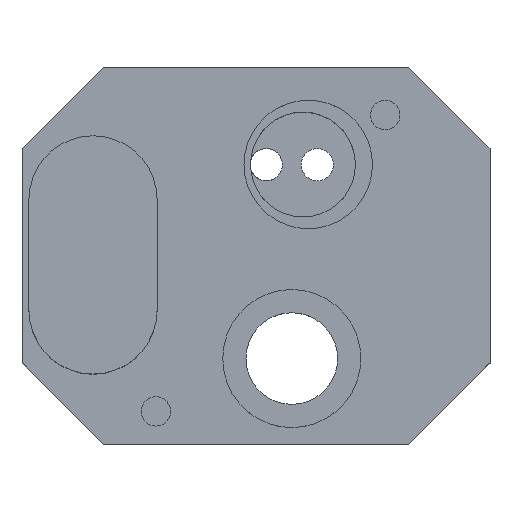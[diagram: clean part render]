
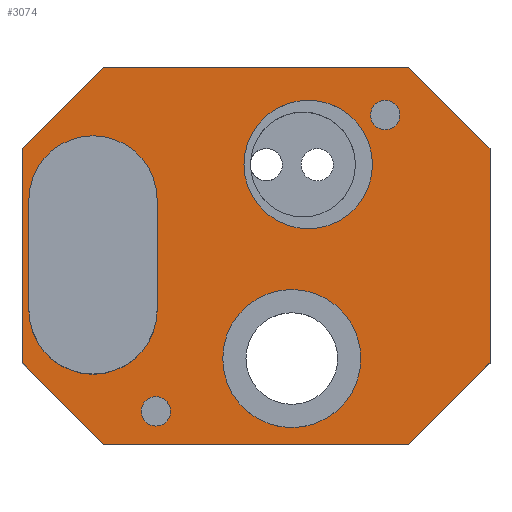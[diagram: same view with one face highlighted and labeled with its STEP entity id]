
A CAD part, top view. The second image highlights one B-rep face of the part: STEP entity #3074.
In plain terms, the highlighted planar face has unit normal (0, 0, 1).
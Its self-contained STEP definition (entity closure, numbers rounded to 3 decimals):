
#2586=CARTESIAN_POINT('POINT167',(1.041,11.821,0.366));
#2587=VERTEX_POINT('VERTEX167',#2586);
#2594=CARTESIAN_POINT('POINT168',(1.596,11.266,0.366));
#2595=VERTEX_POINT('VERTEX168',#2594);
#2596=CARTESIAN_POINT('POS281',(1.596,11.266,0.366));
#2597=DIRECTION('DIR438',(-0.707,0.707,
   0.));
#2598=VECTOR('VEC124',#2597,1.);
#2599=LINE('STRAIGHT124',#2596,#2598);
#2600=EDGE_CURVE('EDGE241',#2595,#2587,#2599,.T.);
#2618=CARTESIAN_POINT('POINT169',(1.596,9.806,0.366));
#2619=VERTEX_POINT('VERTEX169',#2618);
#2620=CARTESIAN_POINT('POS284',(1.596,11.266,0.366));
#2621=DIRECTION('DIR442',(0.,-1.,0.));
#2622=VECTOR('VEC126',#2621,1.);
#2623=LINE('STRAIGHT126',#2620,#2622);
#2624=EDGE_CURVE('EDGE243',#2619,#2595,#2623,.F.);
#2642=CARTESIAN_POINT('POINT170',(1.041,9.251,
   0.366));
#2643=VERTEX_POINT('VERTEX170',#2642);
#2644=CARTESIAN_POINT('POS287',(1.041,9.251,
   0.366));
#2645=DIRECTION('DIR446',(0.707,0.707,
   0.));
#2646=VECTOR('VEC128',#2645,1.);
#2647=LINE('STRAIGHT128',#2644,#2646);
#2648=EDGE_CURVE('EDGE245',#2643,#2619,#2647,.T.);
#2671=CARTESIAN_POINT('POINT171',(-1.039,9.251,
   0.366));
#2672=VERTEX_POINT('VERTEX171',#2671);
#2673=CARTESIAN_POINT('POS290',(1.041,9.251,
   0.366));
#2674=DIRECTION('DIR450',(-1.,0.,0.));
#2675=VECTOR('VEC130',#2674,1.);
#2676=LINE('STRAIGHT130',#2673,#2675);
#2677=EDGE_CURVE('EDGE247',#2672,#2643,#2676,.F.);
#2695=CARTESIAN_POINT('POINT172',(-1.594,9.806,
   0.366));
#2696=VERTEX_POINT('VERTEX172',#2695);
#2697=CARTESIAN_POINT('POS293',(-1.594,9.806,
   0.366));
#2698=DIRECTION('DIR454',(0.707,-0.707,
   0.));
#2699=VECTOR('VEC132',#2698,1.);
#2700=LINE('STRAIGHT132',#2697,#2699);
#2701=EDGE_CURVE('EDGE249',#2696,#2672,#2700,.T.);
#2719=CARTESIAN_POINT('POINT173',(-1.594,11.266,
   0.366));
#2720=VERTEX_POINT('VERTEX173',#2719);
#2721=CARTESIAN_POINT('POS296',(-1.594,11.266,
   0.366));
#2722=DIRECTION('DIR458',(0.,-1.,0.));
#2723=VECTOR('VEC134',#2722,1.);
#2724=LINE('STRAIGHT134',#2721,#2723);
#2725=EDGE_CURVE('EDGE251',#2720,#2696,#2724,.T.);
#2743=CARTESIAN_POINT('POINT174',(-1.039,11.821,
   0.366));
#2744=VERTEX_POINT('VERTEX174',#2743);
#2745=CARTESIAN_POINT('POS299',(-1.039,11.821,
   0.366));
#2746=DIRECTION('DIR462',(-0.707,-0.707,
   0.));
#2747=VECTOR('VEC136',#2746,1.);
#2748=LINE('STRAIGHT136',#2745,#2747);
#2749=EDGE_CURVE('EDGE253',#2744,#2720,#2748,.T.);
#2768=CARTESIAN_POINT('POS302',(1.041,11.821,0.366));
#2769=DIRECTION('DIR466',(-1.,0.,0.));
#2770=VECTOR('VEC138',#2769,1.);
#2771=LINE('STRAIGHT138',#2768,#2770);
#2772=EDGE_CURVE('EDGE255',#2587,#2744,#2771,.T.);
#2783=CARTESIAN_POINT('POINT175',(0.982,11.496,
   0.366));
#2784=VERTEX_POINT('VERTEX175',#2783);
#2791=CARTESIAN_POINT('POINT176',(0.781,11.496,
   0.366));
#2792=VERTEX_POINT('VERTEX176',#2791);
#2793=CARTESIAN_POINT('POS305',(0.882,11.496,0.366));
#2794=DIRECTION('DIR470',(0.,0.,
   1.));
#2795=DIRECTION('DIR471',(1.,0.,
   0.));
#2796=AXIS2_PLACEMENT_3D('AXIS166',#2793,#2794,#2795);
#2797=CIRCLE('ELLIPSE85',#2796,0.1);
#2798=EDGE_CURVE('EDGE257',#2792,#2784,#2797,.F.);
#2818=EDGE_CURVE('EDGE259',#2784,#2792,#2797,.F.);
#2823=CARTESIAN_POINT('POINT177',(-0.673,10.166,
   0.366));
#2824=VERTEX_POINT('VERTEX177',#2823);
#2831=CARTESIAN_POINT('POINT178',(-0.673,10.916,
   0.366));
#2832=VERTEX_POINT('VERTEX178',#2831);
#2833=CARTESIAN_POINT('POS309',(-0.673,10.916,
   0.366));
#2834=DIRECTION('DIR476',(0.,-1.,0.));
#2835=VECTOR('VEC142',#2834,1.);
#2836=LINE('STRAIGHT142',#2833,#2835);
#2837=EDGE_CURVE('EDGE261',#2832,#2824,#2836,.T.);
#2854=CARTESIAN_POINT('POINT179',(-1.547,10.916,
   0.366));
#2855=VERTEX_POINT('VERTEX179',#2854);
#2856=CARTESIAN_POINT('POS312',(-1.11,10.916,
   0.366));
#2857=DIRECTION('DIR480',(0.,0.,
   -1.));
#2858=DIRECTION('DIR481',(1.,0.,
   0.));
#2859=AXIS2_PLACEMENT_3D('AXIS169',#2856,#2857,#2858);
#2860=CIRCLE('ELLIPSE86',#2859,0.437);
#2861=EDGE_CURVE('EDGE263',#2855,#2832,#2860,.T.);
#2880=CARTESIAN_POINT('POINT180',(-1.547,10.166,
   0.366));
#2881=VERTEX_POINT('VERTEX180',#2880);
#2882=CARTESIAN_POINT('POS315',(-1.547,10.166,
   0.366));
#2883=DIRECTION('DIR485',(0.,1.,0.));
#2884=VECTOR('VEC145',#2883,1.);
#2885=LINE('STRAIGHT145',#2882,#2884);
#2886=EDGE_CURVE('EDGE265',#2881,#2855,#2885,.T.);
#2904=CARTESIAN_POINT('POS318',(-1.11,10.166,
   0.366));
#2905=DIRECTION('DIR489',(0.,0.,
   -1.));
#2906=DIRECTION('DIR490',(1.,0.,
   0.));
#2907=AXIS2_PLACEMENT_3D('AXIS172',#2904,#2905,#2906);
#2908=CIRCLE('ELLIPSE87',#2907,0.437);
#2909=EDGE_CURVE('EDGE267',#2824,#2881,#2908,.T.);
#2921=CARTESIAN_POINT('POINT181',(-0.581,9.476,
   0.366));
#2922=VERTEX_POINT('VERTEX181',#2921);
#2929=CARTESIAN_POINT('POINT182',(-0.782,9.476,
   0.366));
#2930=VERTEX_POINT('VERTEX182',#2929);
#2931=CARTESIAN_POINT('POS321',(-0.681,9.476,
   0.366));
#2932=DIRECTION('DIR494',(0.,0.,
   1.));
#2933=DIRECTION('DIR495',(1.,0.,
   0.));
#2934=AXIS2_PLACEMENT_3D('AXIS174',#2931,#2932,#2933);
#2935=CIRCLE('ELLIPSE88',#2934,0.1);
#2936=EDGE_CURVE('EDGE269',#2930,#2922,#2935,.F.);
#2956=EDGE_CURVE('EDGE271',#2922,#2930,#2935,.F.);
#2961=CARTESIAN_POINT('POINT183',(0.795,11.159,
   0.366));
#2962=VERTEX_POINT('VERTEX183',#2961);
#2969=CARTESIAN_POINT('POINT184',(-0.081,11.159,
   0.366));
#2970=VERTEX_POINT('VERTEX184',#2969);
#2971=CARTESIAN_POINT('POS325',(0.357,11.159,
   0.366));
#2972=DIRECTION('DIR500',(0.,0.,
   -1.));
#2973=DIRECTION('DIR501',(1.,0.,
   0.));
#2974=AXIS2_PLACEMENT_3D('AXIS176',#2971,#2972,#2973);
#2975=CIRCLE('ELLIPSE89',#2974,0.438);
#2976=EDGE_CURVE('EDGE273',#2962,#2970,#2975,.F.);
#2996=EDGE_CURVE('EDGE275',#2970,#2962,#2975,.F.);
#3026=ORIENTED_EDGE('COEDGE535',*,*,#2996,.F.);
#3027=ORIENTED_EDGE('COEDGE536',*,*,#2976,.F.);
#3028=EDGE_LOOP('NONE',(#3026,#3027));
#3029=FACE_BOUND('LOOP1',#3028,.T.);
#3030=ORIENTED_EDGE('COEDGE537',*,*,#2956,.T.);
#3031=ORIENTED_EDGE('COEDGE538',*,*,#2936,.T.);
#3032=EDGE_LOOP('NONE',(#3030,#3031));
#3033=FACE_BOUND('LOOP1',#3032,.T.);
#3034=CARTESIAN_POINT('POINT187',(0.715,9.836,
   0.366));
#3035=VERTEX_POINT('VERTEX187',#3034);
#3036=CARTESIAN_POINT('POINT188',(-0.226,9.836,
   0.366));
#3037=VERTEX_POINT('VERTEX188',#3036);
#3038=CARTESIAN_POINT('POS330',(0.245,9.836,
   0.366));
#3039=DIRECTION('DIR509',(0.,0.,
   -1.));
#3040=DIRECTION('DIR510',(1.,0.,
   0.));
#3041=AXIS2_PLACEMENT_3D('AXIS180',#3038,#3039,#3040);
#3042=CIRCLE('ELLIPSE91',#3041,0.471);
#3043=EDGE_CURVE('EDGE278',#3035,#3037,#3042,.T.);
#3044=ORIENTED_EDGE('COEDGE539',*,*,#3043,.T.);
#3045=EDGE_CURVE('EDGE279',#3037,#3035,#3042,.T.);
#3046=ORIENTED_EDGE('COEDGE540',*,*,#3045,.T.);
#3047=EDGE_LOOP('NONE',(#3044,#3046));
#3048=FACE_BOUND('LOOP1',#3047,.T.);
#3049=ORIENTED_EDGE('COEDGE541',*,*,#2909,.T.);
#3050=ORIENTED_EDGE('COEDGE542',*,*,#2886,.T.);
#3051=ORIENTED_EDGE('COEDGE543',*,*,#2861,.T.);
#3052=ORIENTED_EDGE('COEDGE544',*,*,#2837,.T.);
#3053=EDGE_LOOP('NONE',(#3049,#3050,#3051,#3052));
#3054=FACE_BOUND('LOOP1',#3053,.T.);
#3055=ORIENTED_EDGE('COEDGE545',*,*,#2818,.T.);
#3056=ORIENTED_EDGE('COEDGE546',*,*,#2798,.T.);
#3057=EDGE_LOOP('NONE',(#3055,#3056));
#3058=FACE_BOUND('LOOP1',#3057,.T.);
#3059=ORIENTED_EDGE('COEDGE547',*,*,#2772,.T.);
#3060=ORIENTED_EDGE('COEDGE548',*,*,#2749,.T.);
#3061=ORIENTED_EDGE('COEDGE549',*,*,#2725,.T.);
#3062=ORIENTED_EDGE('COEDGE550',*,*,#2701,.T.);
#3063=ORIENTED_EDGE('COEDGE551',*,*,#2677,.T.);
#3064=ORIENTED_EDGE('COEDGE552',*,*,#2648,.T.);
#3065=ORIENTED_EDGE('COEDGE553',*,*,#2624,.T.);
#3066=ORIENTED_EDGE('COEDGE554',*,*,#2600,.T.);
#3067=EDGE_LOOP('NONE',(#3059,#3060,#3061,#3062,#3063,#3064,#3065,#3066)
   );
#3068=FACE_BOUND('LOOP1',#3067,.T.);
#3069=CARTESIAN_POINT('POS331',(0.357,11.159,
   0.366));
#3070=DIRECTION('DIR511',(0.,0.,
   -1.));
#3071=DIRECTION('DIR512',(1.,0.,
   0.));
#3072=AXIS2_PLACEMENT_3D('AXIS181',#3069,#3070,#3071);
#3073=PLANE('PLANE49',#3072);
#3074=ADVANCED_FACE('FACE106',(#3029,#3033,#3048,#3054,#3058,#3068),
   #3073,.F.);
